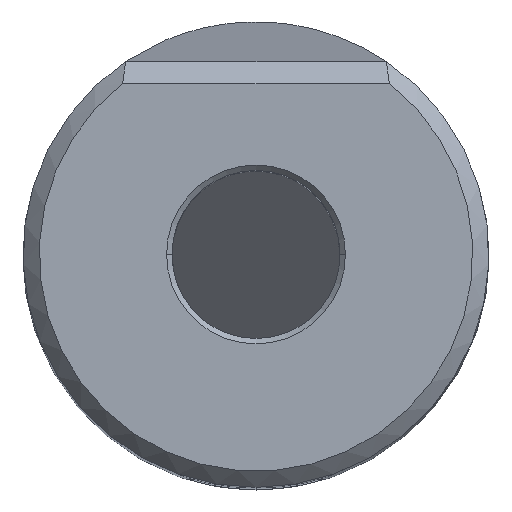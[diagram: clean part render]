
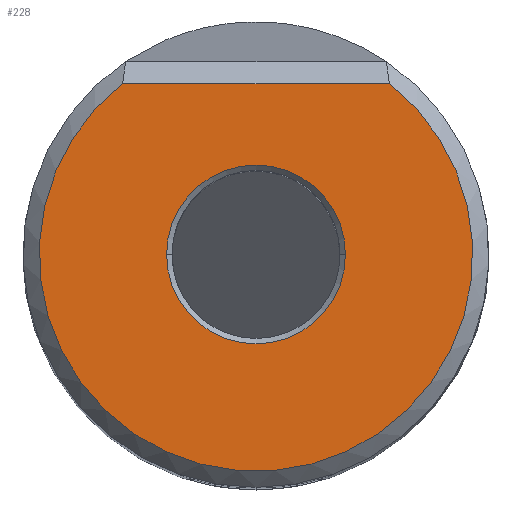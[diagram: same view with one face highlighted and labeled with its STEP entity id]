
A CAD part, top view. The second image highlights one B-rep face of the part: STEP entity #228.
In plain terms, the highlighted planar face has unit normal (0, 0, 1).
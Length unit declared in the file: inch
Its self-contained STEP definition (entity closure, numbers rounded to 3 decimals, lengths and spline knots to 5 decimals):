
#22 = FACE_OUTER_BOUND ( 'NONE', #99, .T. ) ;
#25 = FACE_BOUND ( 'NONE', #509, .T. ) ;
#45 = AXIS2_PLACEMENT_3D ( 'NONE', #113, #237, #441 ) ;
#47 = ORIENTED_EDGE ( 'NONE', *, *, #606, .T. ) ;
#58 = VECTOR ( 'NONE', #749, 39.37008 ) ;
#68 = AXIS2_PLACEMENT_3D ( 'NONE', #202, #703, #146 ) ;
#99 = EDGE_LOOP ( 'NONE', ( #593, #47 ) ) ;
#106 = EDGE_CURVE ( 'NONE', #408, #754, #334, .T. ) ;
#113 = CARTESIAN_POINT ( 'NONE',  ( 0., 0., 0. ) ) ;
#121 = DIRECTION ( 'NONE',  ( 0., -1., 0. ) ) ;
#146 = DIRECTION ( 'NONE',  ( 0., -1., 0. ) ) ;
#147 = CARTESIAN_POINT ( 'NONE',  ( -0.24794, 0.31779, 0. ) ) ;
#163 = EDGE_CURVE ( 'NONE', #718, #698, #190, .T. ) ;
#186 = CARTESIAN_POINT ( 'NONE',  ( 0.16625, 0., 0. ) ) ;
#190 = CIRCLE ( 'NONE', #676, 0.40307 ) ;
#202 = CARTESIAN_POINT ( 'NONE',  ( 0., 0., 0. ) ) ;
#217 = CARTESIAN_POINT ( 'NONE',  ( 0.24794, 0.31779, 0. ) ) ;
#228 = ADVANCED_FACE ( 'NONE', ( #25, #22 ), #511, .T. ) ;
#237 = DIRECTION ( 'NONE',  ( 0., 0., -1. ) ) ;
#252 = CARTESIAN_POINT ( 'NONE',  ( 0., 0., 0. ) ) ;
#303 = EDGE_CURVE ( 'NONE', #754, #408, #356, .T. ) ;
#331 = DIRECTION ( 'NONE',  ( 0., 0., 1. ) ) ;
#333 = ORIENTED_EDGE ( 'NONE', *, *, #106, .T. ) ;
#334 = CIRCLE ( 'NONE', #45, 0.16625 ) ;
#356 = CIRCLE ( 'NONE', #68, 0.16625 ) ;
#391 = CARTESIAN_POINT ( 'NONE',  ( 0., 0., 0. ) ) ;
#408 = VERTEX_POINT ( 'NONE', #535 ) ;
#433 = DIRECTION ( 'NONE',  ( 0., 0., 1. ) ) ;
#441 = DIRECTION ( 'NONE',  ( 0., -1., 0. ) ) ;
#457 = DIRECTION ( 'NONE',  ( 0., -1., 0. ) ) ;
#506 = CARTESIAN_POINT ( 'NONE',  ( 0., 0.31779, 0. ) ) ;
#509 = EDGE_LOOP ( 'NONE', ( #635, #333 ) ) ;
#511 = PLANE ( 'NONE',  #571 ) ;
#535 = CARTESIAN_POINT ( 'NONE',  ( -0.16625, 0., 0. ) ) ;
#553 = LINE ( 'NONE', #506, #58 ) ;
#571 = AXIS2_PLACEMENT_3D ( 'NONE', #391, #331, #457 ) ;
#593 = ORIENTED_EDGE ( 'NONE', *, *, #163, .T. ) ;
#606 = EDGE_CURVE ( 'NONE', #698, #718, #553, .T. ) ;
#635 = ORIENTED_EDGE ( 'NONE', *, *, #303, .T. ) ;
#676 = AXIS2_PLACEMENT_3D ( 'NONE', #252, #433, #121 ) ;
#698 = VERTEX_POINT ( 'NONE', #217 ) ;
#703 = DIRECTION ( 'NONE',  ( 0., 0., -1. ) ) ;
#718 = VERTEX_POINT ( 'NONE', #147 ) ;
#749 = DIRECTION ( 'NONE',  ( -1., 0., 0. ) ) ;
#754 = VERTEX_POINT ( 'NONE', #186 ) ;
